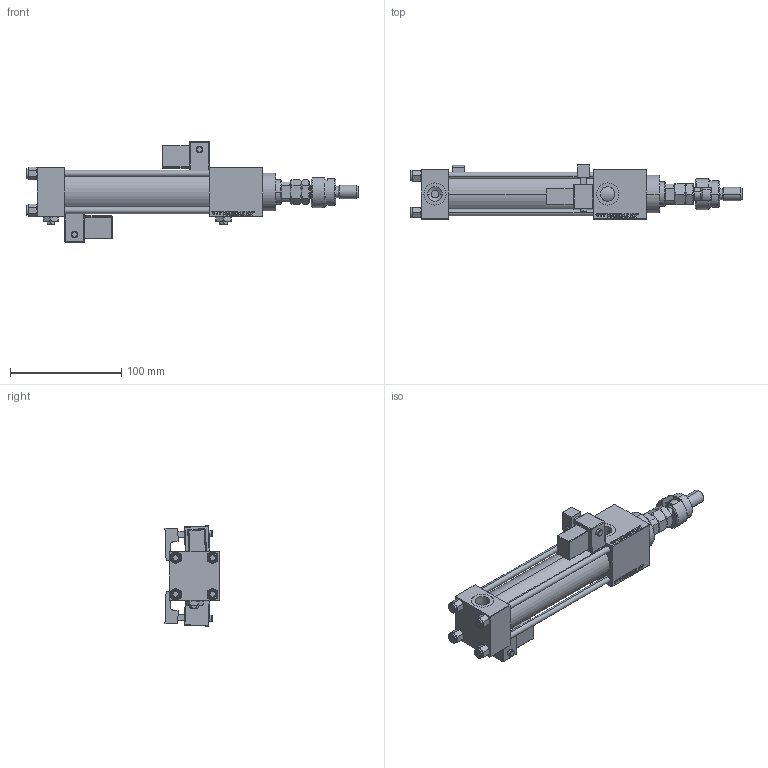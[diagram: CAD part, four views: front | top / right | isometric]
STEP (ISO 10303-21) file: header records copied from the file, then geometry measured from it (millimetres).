
FILE_DESCRIPTION (( 'STEP AP203' ), '1' );
FILE_NAME ('3e43.STEP', '2022-04-14T18:43:26', ( '' ), ( '' ), 'SwSTEP 2.0', 'SolidWorks 2019', '' );
FILE_SCHEMA (( 'CONFIG_CONTROL_DESIGN' ));
Length unit declared in the file: millimetre
Products named in the file (11): Zatka_pro_OIL_PORT 14f64ced91ec4b97f008fdb5edfdd78b; MFA 14f64ced91ec4b97f008fdb5edfdd78b; DFA 14f64ced91ec4b97f008fdb5edfdd78b; V215CR_MSU 14f64ced91ec4b97f008fdb5edfdd78b; NUT_M5_C 14f64ced91ec4b97f008fdb5edfdd78b; V215CR_VCP_C 14f64ced91ec4b97f008fdb5edfdd78b; FEMALE_PART_FOR_DFA 14f64ced91ec4b97f008fdb5edfdd78b; V215CR_C_Body 14f64ced91ec4b97f008fdb5edfdd78b; V215CR_C_TYCINKA 14f64ced91ec4b97f008fdb5edfdd78b; V215_VC_A 14f64ced91ec4b97f008fdb5edfdd78b; 3e43
Assembly tree (18 placements, depth 3):
  3e43
    V215CR_C_Body 14f64ced91ec4b97f008fdb5edfdd78b
    V215CR_VCP_C 14f64ced91ec4b97f008fdb5edfdd78b
    NUT_M5_C 14f64ced91ec4b97f008fdb5edfdd78b  x4
    V215CR_C_TYCINKA 14f64ced91ec4b97f008fdb5edfdd78b  x4
    V215_VC_A 14f64ced91ec4b97f008fdb5edfdd78b
    DFA 14f64ced91ec4b97f008fdb5edfdd78b
      FEMALE_PART_FOR_DFA 14f64ced91ec4b97f008fdb5edfdd78b
      MFA 14f64ced91ec4b97f008fdb5edfdd78b
    V215CR_MSU 14f64ced91ec4b97f008fdb5edfdd78b  x2
    Zatka_pro_OIL_PORT 14f64ced91ec4b97f008fdb5edfdd78b  x2
Bounding box: 299 x 48.72 x 90.31 mm (x, y, z)
Volume: 332524.2 mm3; surface area: 121685.7 mm2
Topology: 17 solids, 17 shells, 1497 faces, 3670 edges, 2315 vertices
Faces by surface type: plane 664, bspline 392, cone 218, cylinder 175, torus 24, sphere 24
Entity records: 57431 total; most frequent: CARTESIAN_POINT 28812, ORIENTED_EDGE 6246, DIRECTION 4353, EDGE_CURVE 3123, VERTEX_POINT 2013, LINE 1807, VECTOR 1807, EDGE_LOOP 1398
